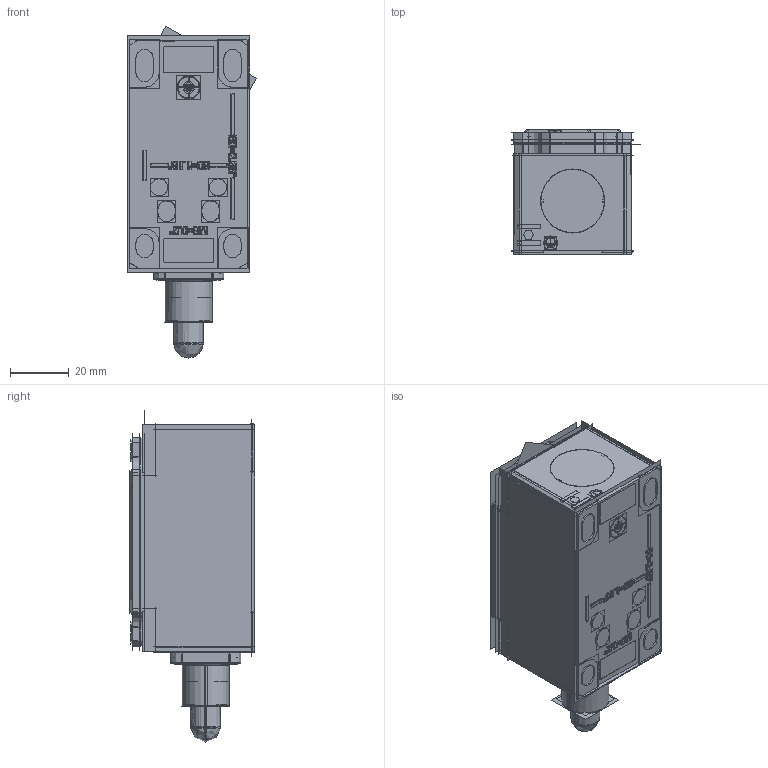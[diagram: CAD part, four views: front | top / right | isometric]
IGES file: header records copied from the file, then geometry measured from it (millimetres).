
Start section:  PTC IGES file: 212887.igs
Global section: file name: 212887.igs; native system: Creo Parametric by PTC Inc.; preprocessor: 2018300; author: pdmadmin; organization: Unknown; date: 20191114.091939; units: millimetre
Bounding box: 43.87 x 42.79 x 113.01 mm (x, y, z)
Volume: 69961.3 mm3; surface area: 294343.7 mm2
Topology: 16 solids, 18 shells, 3340 faces, 17607 edges, 22532 vertices
Faces by surface type: bspline 1642, revolution 1068, extrusion 630
